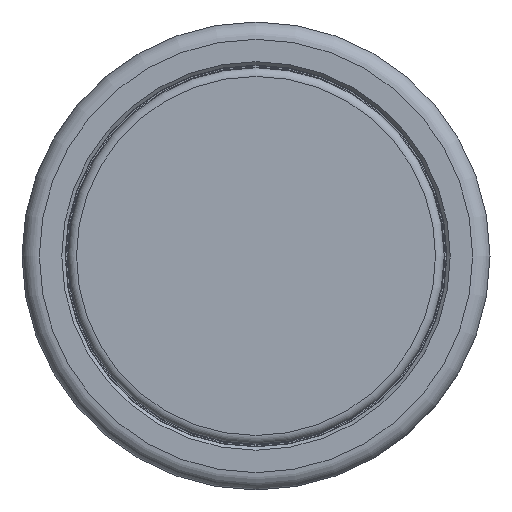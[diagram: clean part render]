
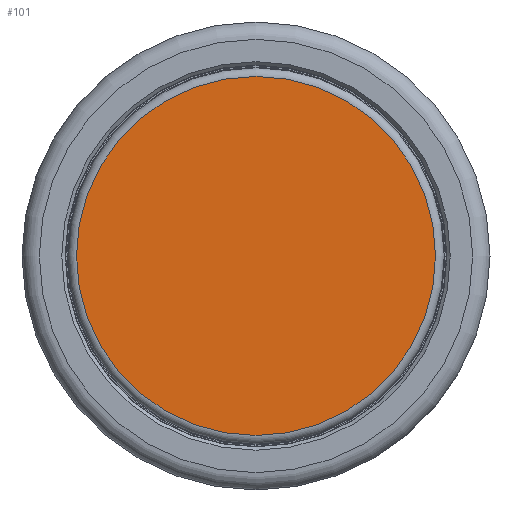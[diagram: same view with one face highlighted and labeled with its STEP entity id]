
A CAD part, top view. The second image highlights one B-rep face of the part: STEP entity #101.
In plain terms, the highlighted planar face has unit normal (0, 0, 1).
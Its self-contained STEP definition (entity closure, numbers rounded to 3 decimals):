
#101 = ADVANCED_FACE( '', ( #231 ), #232, .F. );
#231 = FACE_OUTER_BOUND( '', #389, .T. );
#232 = PLANE( '', #390 );
#389 = EDGE_LOOP( '', ( #589 ) );
#390 = AXIS2_PLACEMENT_3D( '', #590, #591, #592 );
#589 = ORIENTED_EDGE( '', *, *, #756, .T. );
#590 = CARTESIAN_POINT( '', ( 10.85, 0., 90. ) );
#591 = DIRECTION( '', ( 0., 0., -1. ) );
#592 = DIRECTION( '', ( 1., 0., 0. ) );
#756 = EDGE_CURVE( '', #858, #858, #859, .F. );
#858 = VERTEX_POINT( '', #995 );
#859 = CIRCLE( '', #996, 10.35 );
#995 = CARTESIAN_POINT( '', ( 10.35, 0., 90. ) );
#996 = AXIS2_PLACEMENT_3D( '', #1169, #1170, #1171 );
#1169 = CARTESIAN_POINT( '', ( 0., 0., 90. ) );
#1170 = DIRECTION( '', ( 0., 0., -1. ) );
#1171 = DIRECTION( '', ( 1., 0., 0. ) );
